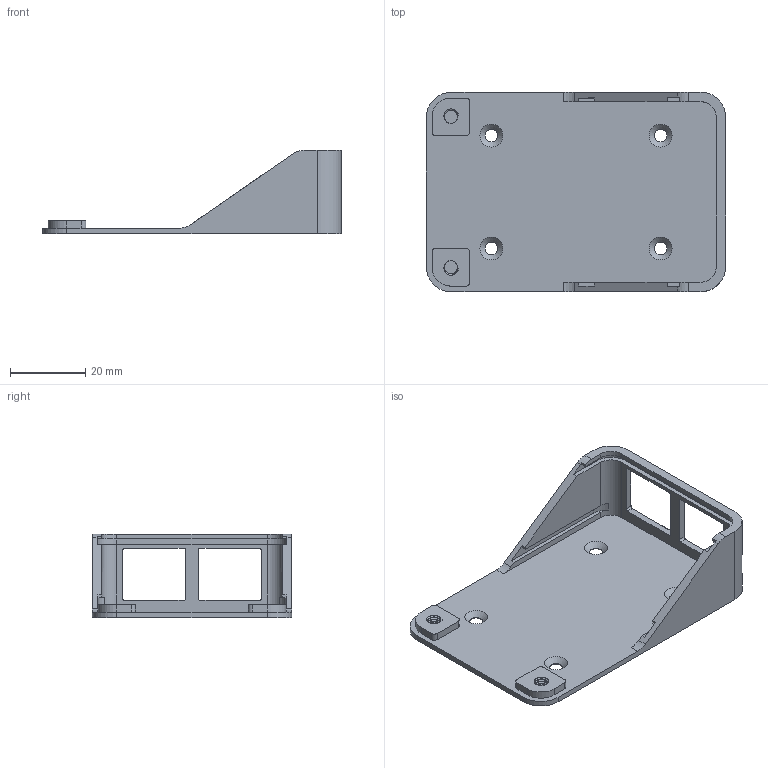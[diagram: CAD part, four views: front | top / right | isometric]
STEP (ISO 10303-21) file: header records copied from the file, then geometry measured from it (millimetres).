
FILE_DESCRIPTION(('FreeCAD Model'),'2;1');
FILE_NAME('Open CASCADE Shape Model','2023-11-20T16:17:47',(''),(''), 'Open CASCADE STEP processor 7.6','FreeCAD','Unknown');
FILE_SCHEMA(('AUTOMOTIVE_DESIGN { 1 0 10303 214 1 1 1 1 }'));
Length unit declared in the file: millimetre
Products named in the file (1): Case_Base
Bounding box: 79.5 x 53 x 22.23 mm (x, y, z)
Volume: 10000.4 mm3; surface area: 12604.6 mm2
Topology: 1 solids, 1 shells, 172 faces, 424 edges, 258 vertices
Faces by surface type: plane 60, cylinder 56, bspline 36, cone 12, torus 8
Full cylindrical faces by diameter (mm): 3.4 x4, 3.5 x8
Entity records: 18891 total; most frequent: CARTESIAN_POINT 10595, DIRECTION 1463, LINE 906, VECTOR 906, ORIENTED_EDGE 848, PCURVE 848, DEFINITIONAL_REPRESENTATION 848, EDGE_CURVE 424
